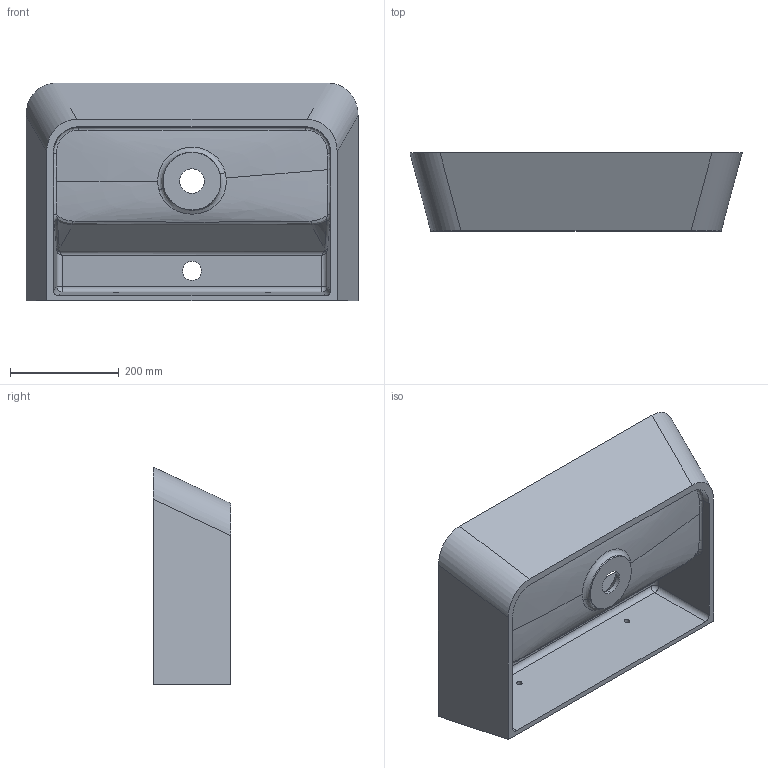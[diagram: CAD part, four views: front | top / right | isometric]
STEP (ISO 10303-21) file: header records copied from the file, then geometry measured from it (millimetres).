
FILE_DESCRIPTION (( 'STEP AP214' ), '1' );
FILE_NAME ('lewi.STEP', '2021-12-20T07:38:46', ( '' ), ( '' ), 'SwSTEP 2.0', 'SolidWorks 2020', '' );
FILE_SCHEMA (( 'AUTOMOTIVE_DESIGN' ));
Length unit declared in the file: millimetre
Products named in the file (1): lewi
Bounding box: 610 x 143 x 400 mm (x, y, z)
Volume: 5939063.1 mm3; surface area: 945020.9 mm2
Topology: 1 solids, 2 shells, 98 faces, 244 edges, 148 vertices
Faces by surface type: bspline 40, cylinder 30, plane 20, cone 4, torus 2, sphere 2
Entity records: 13387 total; most frequent: CARTESIAN_POINT 11378, ORIENTED_EDGE 480, DIRECTION 317, EDGE_CURVE 240, VERTEX_POINT 148, AXIS2_PLACEMENT_3D 122, EDGE_LOOP 108, ADVANCED_FACE 98
